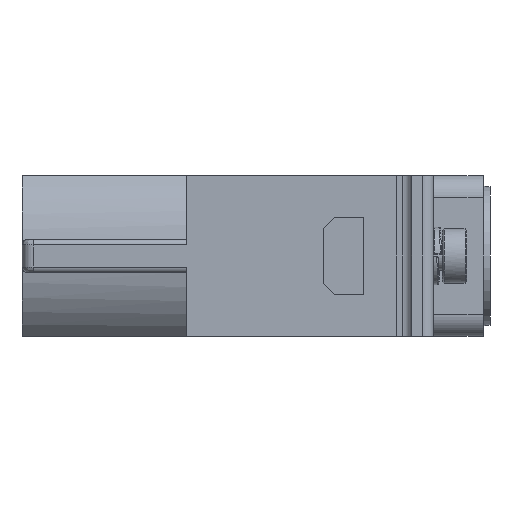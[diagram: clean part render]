
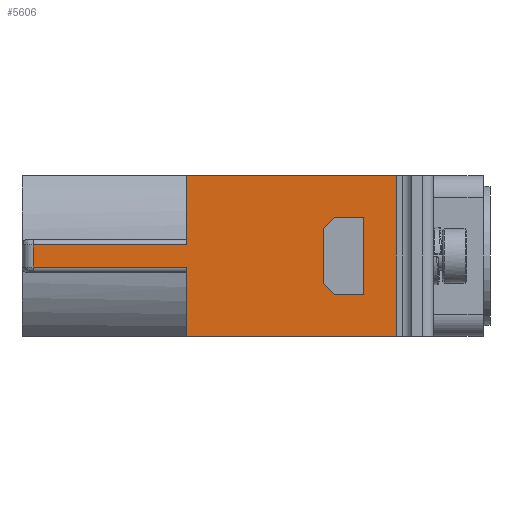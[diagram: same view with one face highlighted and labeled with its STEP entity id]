
A CAD part, front view. The second image highlights one B-rep face of the part: STEP entity #5606.
In plain terms, the highlighted planar face has unit normal (0, -1, 0).
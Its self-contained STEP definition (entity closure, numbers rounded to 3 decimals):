
#190=DIRECTION('',(1.,0.,0.));
#191=VECTOR('',#190,19.076);
#192=CARTESIAN_POINT('',(37.574,-15.15,42.7));
#193=LINE('',#192,#191);
#263=DIRECTION('',(-1.,0.,0.));
#264=VECTOR('',#263,19.076);
#265=CARTESIAN_POINT('',(56.65,-15.15,57.3));
#266=LINE('',#265,#264);
#352=DIRECTION('',(0.,0.,1.));
#353=VECTOR('',#352,14.6);
#354=CARTESIAN_POINT('',(56.65,-15.15,42.7));
#355=LINE('',#354,#353);
#360=DIRECTION('',(-0.707,0.,-0.707));
#361=VECTOR('',#360,1.414);
#362=CARTESIAN_POINT('',(50.975,-15.15,53.5));
#363=LINE('',#362,#361);
#364=DIRECTION('',(0.707,0.,-0.707));
#365=VECTOR('',#364,1.414);
#366=CARTESIAN_POINT('',(49.975,-15.15,47.5));
#367=LINE('',#366,#365);
#376=DIRECTION('',(0.,0.,-1.));
#377=VECTOR('',#376,1.1);
#378=CARTESIAN_POINT('',(23.6,-15.15,51.));
#379=LINE('',#378,#377);
#380=DIRECTION('',(0.,0.,-1.));
#381=VECTOR('',#380,0.9);
#382=CARTESIAN_POINT('',(23.6,-15.15,49.9));
#383=LINE('',#382,#381);
#1227=DIRECTION('',(0.,0.,-1.));
#1228=VECTOR('',#1227,6.3);
#1229=CARTESIAN_POINT('',(37.574,-15.15,57.3));
#1230=LINE('',#1229,#1228);
#1245=DIRECTION('',(-1.,0.,0.));
#1246=VECTOR('',#1245,13.974);
#1247=CARTESIAN_POINT('',(37.574,-15.15,51.));
#1248=LINE('',#1247,#1246);
#1313=DIRECTION('',(1.,0.,0.));
#1314=VECTOR('',#1313,13.974);
#1315=CARTESIAN_POINT('',(23.6,-15.15,49.));
#1316=LINE('',#1315,#1314);
#1330=DIRECTION('',(0.,0.,-1.));
#1331=VECTOR('',#1330,6.3);
#1332=CARTESIAN_POINT('',(37.574,-15.15,49.));
#1333=LINE('',#1332,#1331);
#1361=DIRECTION('',(0.,0.,-1.));
#1362=VECTOR('',#1361,7.);
#1363=CARTESIAN_POINT('',(53.625,-15.15,53.5));
#1364=LINE('',#1363,#1362);
#1365=DIRECTION('',(-1.,0.,0.));
#1366=VECTOR('',#1365,2.65);
#1367=CARTESIAN_POINT('',(53.625,-15.15,46.5));
#1368=LINE('',#1367,#1366);
#1377=DIRECTION('',(0.,0.,1.));
#1378=VECTOR('',#1377,5.);
#1379=CARTESIAN_POINT('',(49.975,-15.15,47.5));
#1380=LINE('',#1379,#1378);
#1389=DIRECTION('',(1.,0.,0.));
#1390=VECTOR('',#1389,2.65);
#1391=CARTESIAN_POINT('',(50.975,-15.15,53.5));
#1392=LINE('',#1391,#1390);
#4220=CARTESIAN_POINT('',(37.574,-15.15,42.7));
#4221=VERTEX_POINT('',#4220);
#4222=CARTESIAN_POINT('',(56.65,-15.15,42.7));
#4223=VERTEX_POINT('',#4222);
#4264=CARTESIAN_POINT('',(56.65,-15.15,57.3));
#4265=VERTEX_POINT('',#4264);
#4266=CARTESIAN_POINT('',(37.574,-15.15,57.3));
#4267=VERTEX_POINT('',#4266);
#4322=CARTESIAN_POINT('',(23.6,-15.15,49.9));
#4323=CARTESIAN_POINT('',(23.6,-15.15,49.));
#4324=VERTEX_POINT('',#4322);
#4325=VERTEX_POINT('',#4323);
#4326=CARTESIAN_POINT('',(23.6,-15.15,51.));
#4327=VERTEX_POINT('',#4326);
#4328=CARTESIAN_POINT('',(37.574,-15.15,51.));
#4329=VERTEX_POINT('',#4328);
#4330=CARTESIAN_POINT('',(37.574,-15.15,49.));
#4331=VERTEX_POINT('',#4330);
#4332=CARTESIAN_POINT('',(53.625,-15.15,53.5));
#4333=CARTESIAN_POINT('',(53.625,-15.15,46.5));
#4334=VERTEX_POINT('',#4332);
#4335=VERTEX_POINT('',#4333);
#4336=CARTESIAN_POINT('',(50.975,-15.15,53.5));
#4337=VERTEX_POINT('',#4336);
#4338=CARTESIAN_POINT('',(49.975,-15.15,52.5));
#4339=VERTEX_POINT('',#4338);
#4340=CARTESIAN_POINT('',(49.975,-15.15,47.5));
#4341=VERTEX_POINT('',#4340);
#4342=CARTESIAN_POINT('',(50.975,-15.15,46.5));
#4343=VERTEX_POINT('',#4342);
#5570=CARTESIAN_POINT('',(40.125,-15.15,48.225));
#5571=DIRECTION('',(0.,1.,0.));
#5572=DIRECTION('',(0.,0.,-1.));
#5573=AXIS2_PLACEMENT_3D('',#5570,#5571,#5572);
#5574=PLANE('',#5573);
#5576=ORIENTED_EDGE('',*,*,#5575,.F.);
#5578=ORIENTED_EDGE('',*,*,#5577,.F.);
#5580=ORIENTED_EDGE('',*,*,#5579,.F.);
#5582=ORIENTED_EDGE('',*,*,#5581,.F.);
#5583=ORIENTED_EDGE('',*,*,#5469,.F.);
#5584=ORIENTED_EDGE('',*,*,#5562,.F.);
#5585=ORIENTED_EDGE('',*,*,#5391,.F.);
#5587=ORIENTED_EDGE('',*,*,#5586,.F.);
#5589=ORIENTED_EDGE('',*,*,#5588,.F.);
#5590=EDGE_LOOP('',(#5576,#5578,#5580,#5582,#5583,#5584,#5585,#5587,#5589));
#5591=FACE_OUTER_BOUND('',#5590,.F.);
#5593=ORIENTED_EDGE('',*,*,#5592,.F.);
#5595=ORIENTED_EDGE('',*,*,#5594,.F.);
#5597=ORIENTED_EDGE('',*,*,#5596,.T.);
#5599=ORIENTED_EDGE('',*,*,#5598,.F.);
#5601=ORIENTED_EDGE('',*,*,#5600,.T.);
#5603=ORIENTED_EDGE('',*,*,#5602,.F.);
#5604=EDGE_LOOP('',(#5593,#5595,#5597,#5599,#5601,#5603));
#5605=FACE_BOUND('',#5604,.F.);
#5606=ADVANCED_FACE('',(#5591,#5605),#5574,.F.);
#5391=EDGE_CURVE('',#4221,#4223,#193,.T.);
#5469=EDGE_CURVE('',#4265,#4267,#266,.T.);
#5562=EDGE_CURVE('',#4223,#4265,#355,.T.);
#5575=EDGE_CURVE('',#4324,#4325,#383,.T.);
#5577=EDGE_CURVE('',#4327,#4324,#379,.T.);
#5579=EDGE_CURVE('',#4329,#4327,#1248,.T.);
#5581=EDGE_CURVE('',#4267,#4329,#1230,.T.);
#5586=EDGE_CURVE('',#4331,#4221,#1333,.T.);
#5588=EDGE_CURVE('',#4325,#4331,#1316,.T.);
#5592=EDGE_CURVE('',#4334,#4335,#1364,.T.);
#5594=EDGE_CURVE('',#4337,#4334,#1392,.T.);
#5596=EDGE_CURVE('',#4337,#4339,#363,.T.);
#5598=EDGE_CURVE('',#4341,#4339,#1380,.T.);
#5600=EDGE_CURVE('',#4341,#4343,#367,.T.);
#5602=EDGE_CURVE('',#4335,#4343,#1368,.T.);
